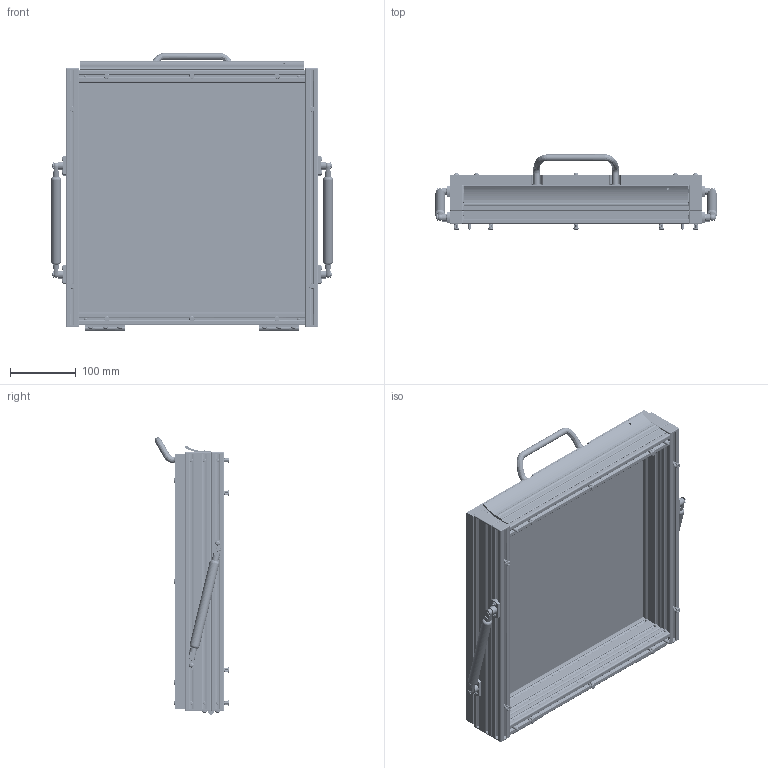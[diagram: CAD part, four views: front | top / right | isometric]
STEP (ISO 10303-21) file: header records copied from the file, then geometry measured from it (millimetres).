
FILE_DESCRIPTION (( 'STEP AP214' ), '1' );
FILE_NAME ('INGUN_33607.STEP', '2024-10-07T13:28:06', ( '' ), ( '' ), 'SwSTEP 2.0', 'SolidWorks 2021', '' );
FILE_SCHEMA (( 'AUTOMOTIVE_DESIGN' ));
Length unit declared in the file: millimetre
Products named in the file (43): 25824~0; 9289-1~0; 25285~2; DIN912~n_M05,0x020; INGUN_33607; Scharnier~0_Teil2; DIN125~n_04,3 M04,0; Gewindebuchse~n_M05-08,0 offen; 35716~2; 31366~0; DIN6325~n_04,0m6x020; 25696~1; 15335~0; DIN_6799_-_A2~n_d 5; 32478~0; 3376~0; ISO7380~n_M04,0x008; Scharnier~0_Teil1; 35151~0_S; 32475~1_S; 9289~0; DIN6325~n_04,0m6x030; 13372~1; 9523~0; 12849~0; ISO7380~n_M04,0x010; 9289-2~0; Stift_zu_Scharnier_13372~0; 31495~0; 8804~0; Gewindebuchse~n_M04-07,5 geschlossen; 32477~0; 3381~0; 8577~1; DIN912~n_M05,0x040; 17141_1~0_ohne Kopf<Standard>; 32476~0; DIN912~n_M04,0x020; 13373~0; 32474~2 ...
Assembly tree (148 placements, depth 5):
  INGUN_33607
    32474~2
      31495~0  x2
      32476~0  x2
      32478~0
      32477~0
      31366~0  x2
      32475~1_S
        35716~2
      12849~0  x2
        13372~1
          Scharnier~0_Teil1
          Scharnier~0_Teil2
          Stift_zu_Scharnier_13372~0
        DIN125~n_04,3 M04,0
        ISO7380~n_M04,0x008
        13373~0
      8577~1
      25696~1
        17141_1~0_ohne Kopf<Standard>
        17141_3~0_ohne Kopf<Standard>
        25824~0  x2
      25696~1
        17141_1~0_ohne Kopf<Standard>
        17141_3~0_ohne Kopf<Standard>
        25824~0  x2
      25285~2  x4
      DIN_6799_-_A2~n_d 5  x4
      3381~0  x8
      35151~0_S
      9523~0  x4
      3376~0  x4
      9289~0  x12
        9289-1~0
        9289-2~0
      8804~0  x2
      ISO7380~n_M04,0x010  x8
      DIN912~n_M05,0x040  x2
    15335~0
    3381~0  x12
    ISO7380~n_M04,0x020  x12
    DIN6325~n_04,0m6x030  x2
    DIN912~n_M05,0x020  x4
    Gewindebuchse~n_M05-08,0 offen  x4
    DIN912~n_M04,0x020  x6
    Gewindebuchse~n_M04-07,5 geschlossen  x6
    DIN6325~n_04,0m6x020  x4
Bounding box: 429.8 x 114 x 423.1 mm (x, y, z)
Volume: 3179756.4 mm3; surface area: 1188567 mm2
Topology: 172 solids, 172 shells, 7024 faces, 17770 edges, 11372 vertices
Faces by surface type: plane 4059, cylinder 2355, cone 268, torus 170, bspline 100, sphere 72
Entity records: 65297 total; most frequent: CARTESIAN_POINT 17192, DIRECTION 9797, ORIENTED_EDGE 9494, EDGE_CURVE 4747, AXIS2_PLACEMENT_3D 3532, VERTEX_POINT 3093, LINE 2733, VECTOR 2733
